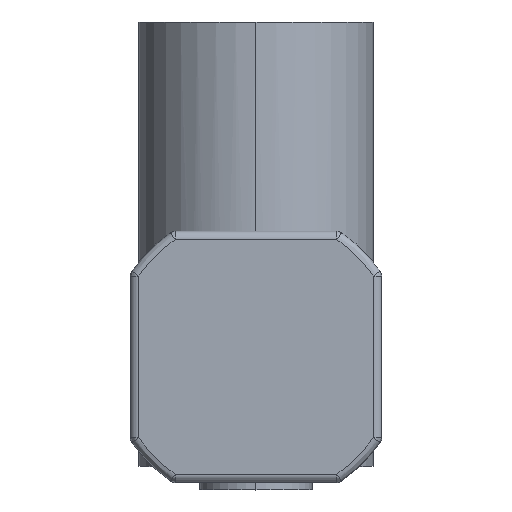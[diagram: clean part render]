
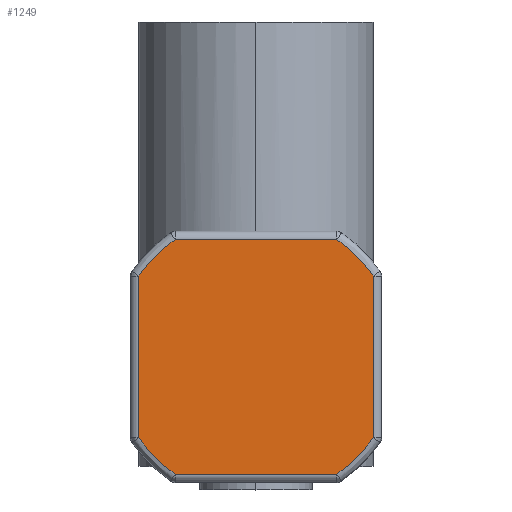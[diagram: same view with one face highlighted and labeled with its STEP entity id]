
A CAD part, top view. The second image highlights one B-rep face of the part: STEP entity #1249.
In plain terms, the highlighted planar face has unit normal (0, 0, 1).
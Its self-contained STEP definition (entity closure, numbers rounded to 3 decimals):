
#14 = CARTESIAN_POINT ( 'NONE',  ( 4.822, 0.9, 20.5 ) ) ;
#40 = CARTESIAN_POINT ( 'NONE',  ( -4.822, 14.9, 20.5 ) ) ;
#136 = FACE_OUTER_BOUND ( 'NONE', #3005, .T. ) ;
#147 = ORIENTED_EDGE ( 'NONE', *, *, #2432, .F. ) ;
#150 = CARTESIAN_POINT ( 'NONE',  ( -7., 12.722, 20.5 ) ) ;
#154 = CARTESIAN_POINT ( 'NONE',  ( 7., 2.925, 20.5 ) ) ;
#174 = VERTEX_POINT ( 'NONE', #702 ) ;
#264 = CARTESIAN_POINT ( 'NONE',  ( -4.822, 0.9, 20.5 ) ) ;
#306 = DIRECTION ( 'NONE',  ( 0., 0., -1. ) ) ;
#337 =( BOUNDED_CURVE ( )  B_SPLINE_CURVE ( 3, ( #1029, #1772, #782, #814 ),
 .UNSPECIFIED., .F., .F. ) 
 B_SPLINE_CURVE_WITH_KNOTS ( ( 4, 4 ),
 ( 0., 1. ),
 .UNSPECIFIED. ) 
 CURVE ( )  GEOMETRIC_REPRESENTATION_ITEM ( )  RATIONAL_B_SPLINE_CURVE ( ( 1., 0.989, 0.989, 1. ) ) 
 REPRESENTATION_ITEM ( '' )  );
#376 = CARTESIAN_POINT ( 'NONE',  ( -4.822, 14.9, 20.5 ) ) ;
#509 = ORIENTED_EDGE ( 'NONE', *, *, #519, .F. ) ;
#519 = EDGE_CURVE ( 'NONE', #1561, #174, #2230, .T. ) ;
#553 = EDGE_CURVE ( 'NONE', #174, #3046, #2332, .T. ) ;
#555 = CARTESIAN_POINT ( 'NONE',  ( -7., 12.722, 20.5 ) ) ;
#581 = ORIENTED_EDGE ( 'NONE', *, *, #2292, .F. ) ;
#606 = DIRECTION ( 'NONE',  ( 0., -1., 0. ) ) ;
#646 =( BOUNDED_CURVE ( )  B_SPLINE_CURVE ( 3, ( #150, #839, #844, #376 ),
 .UNSPECIFIED., .F., .F. ) 
 B_SPLINE_CURVE_WITH_KNOTS ( ( 4, 4 ),
 ( 0., 1. ),
 .UNSPECIFIED. ) 
 CURVE ( )  GEOMETRIC_REPRESENTATION_ITEM ( )  RATIONAL_B_SPLINE_CURVE ( ( 1., 0.989, 0.989, 1. ) ) 
 REPRESENTATION_ITEM ( '' )  );
#697 = CARTESIAN_POINT ( 'NONE',  ( 5.677, 1.489, 20.5 ) ) ;
#702 = CARTESIAN_POINT ( 'NONE',  ( -7., 3.078, 20.5 ) ) ;
#710 = PLANE ( 'NONE',  #1720 ) ;
#782 = CARTESIAN_POINT ( 'NONE',  ( 6.411, 13.577, 20.5 ) ) ;
#786 = CARTESIAN_POINT ( 'NONE',  ( 0., -1.1, 20.5 ) ) ;
#814 = CARTESIAN_POINT ( 'NONE',  ( 7., 12.722, 20.5 ) ) ;
#839 = CARTESIAN_POINT ( 'NONE',  ( -6.411, 13.577, 20.5 ) ) ;
#844 = CARTESIAN_POINT ( 'NONE',  ( -5.677, 14.311, 20.5 ) ) ;
#873 = CARTESIAN_POINT ( 'NONE',  ( 4.822, 14.9, 20.5 ) ) ;
#897 = VERTEX_POINT ( 'NONE', #2128 ) ;
#960 = EDGE_CURVE ( 'NONE', #897, #1561, #2377, .T. ) ;
#971 = VERTEX_POINT ( 'NONE', #2689 ) ;
#991 = DIRECTION ( 'NONE',  ( -1., 0., 0. ) ) ;
#1029 = CARTESIAN_POINT ( 'NONE',  ( 4.822, 14.9, 20.5 ) ) ;
#1053 = CARTESIAN_POINT ( 'NONE',  ( -6.411, 2.223, 20.5 ) ) ;
#1057 = ORIENTED_EDGE ( 'NONE', *, *, #2395, .F. ) ;
#1065 = VERTEX_POINT ( 'NONE', #2844 ) ;
#1129 = LINE ( 'NONE', #1309, #1513 ) ;
#1131 = VECTOR ( 'NONE', #1486, 1000. ) ;
#1137 = ORIENTED_EDGE ( 'NONE', *, *, #1857, .F. ) ;
#1223 = ORIENTED_EDGE ( 'NONE', *, *, #553, .F. ) ;
#1249 = ADVANCED_FACE ( 'NONE', ( #136 ), #710, .F. ) ;
#1280 = CARTESIAN_POINT ( 'NONE',  ( -7., 12.875, 20.5 ) ) ;
#1309 = CARTESIAN_POINT ( 'NONE',  ( 4.975, 14.9, 20.5 ) ) ;
#1486 = DIRECTION ( 'NONE',  ( 0., 1., 0. ) ) ;
#1505 = CARTESIAN_POINT ( 'NONE',  ( -7., 3.078, 20.5 ) ) ;
#1513 = VECTOR ( 'NONE', #2945, 1000. ) ;
#1561 = VERTEX_POINT ( 'NONE', #264 ) ;
#1580 = VECTOR ( 'NONE', #606, 1000. ) ;
#1592 = CARTESIAN_POINT ( 'NONE',  ( 7., 3.078, 20.5 ) ) ;
#1604 = VERTEX_POINT ( 'NONE', #40 ) ;
#1652 =( BOUNDED_CURVE ( )  B_SPLINE_CURVE ( 3, ( #1592, #2553, #697, #14 ),
 .UNSPECIFIED., .F., .F. ) 
 B_SPLINE_CURVE_WITH_KNOTS ( ( 4, 4 ),
 ( 0., 1. ),
 .UNSPECIFIED. ) 
 CURVE ( )  GEOMETRIC_REPRESENTATION_ITEM ( )  RATIONAL_B_SPLINE_CURVE ( ( 1., 0.989, 0.989, 1. ) ) 
 REPRESENTATION_ITEM ( '' )  );
#1720 = AXIS2_PLACEMENT_3D ( 'NONE', #786, #306, #2194 ) ;
#1756 = ORIENTED_EDGE ( 'NONE', *, *, #2460, .F. ) ;
#1768 = CARTESIAN_POINT ( 'NONE',  ( -4.822, 0.9, 20.5 ) ) ;
#1772 = CARTESIAN_POINT ( 'NONE',  ( 5.677, 14.311, 20.5 ) ) ;
#1857 = EDGE_CURVE ( 'NONE', #1604, #1963, #1129, .T. ) ;
#1863 = ORIENTED_EDGE ( 'NONE', *, *, #960, .F. ) ;
#1963 = VERTEX_POINT ( 'NONE', #873 ) ;
#1993 = CARTESIAN_POINT ( 'NONE',  ( -5.677, 1.489, 20.5 ) ) ;
#2128 = CARTESIAN_POINT ( 'NONE',  ( 4.822, 0.9, 20.5 ) ) ;
#2194 = DIRECTION ( 'NONE',  ( -1., 0., 0. ) ) ;
#2230 =( BOUNDED_CURVE ( )  B_SPLINE_CURVE ( 3, ( #1768, #1993, #1053, #1505 ),
 .UNSPECIFIED., .F., .F. ) 
 B_SPLINE_CURVE_WITH_KNOTS ( ( 4, 4 ),
 ( 0., 1. ),
 .UNSPECIFIED. ) 
 CURVE ( )  GEOMETRIC_REPRESENTATION_ITEM ( )  RATIONAL_B_SPLINE_CURVE ( ( 1., 0.989, 0.989, 1. ) ) 
 REPRESENTATION_ITEM ( '' )  );
#2292 = EDGE_CURVE ( 'NONE', #1065, #897, #1652, .T. ) ;
#2332 = LINE ( 'NONE', #1280, #1131 ) ;
#2377 = LINE ( 'NONE', #2677, #2634 ) ;
#2395 = EDGE_CURVE ( 'NONE', #1963, #971, #337, .T. ) ;
#2432 = EDGE_CURVE ( 'NONE', #3046, #1604, #646, .T. ) ;
#2454 = LINE ( 'NONE', #154, #1580 ) ;
#2460 = EDGE_CURVE ( 'NONE', #971, #1065, #2454, .T. ) ;
#2553 = CARTESIAN_POINT ( 'NONE',  ( 6.411, 2.223, 20.5 ) ) ;
#2634 = VECTOR ( 'NONE', #991, 1000. ) ;
#2677 = CARTESIAN_POINT ( 'NONE',  ( -4.975, 0.9, 20.5 ) ) ;
#2689 = CARTESIAN_POINT ( 'NONE',  ( 7., 12.722, 20.5 ) ) ;
#2844 = CARTESIAN_POINT ( 'NONE',  ( 7., 3.078, 20.5 ) ) ;
#2945 = DIRECTION ( 'NONE',  ( 1., 0., 0. ) ) ;
#3005 = EDGE_LOOP ( 'NONE', ( #1223, #509, #1863, #581, #1756, #1057, #1137, #147 ) ) ;
#3046 = VERTEX_POINT ( 'NONE', #555 ) ;
